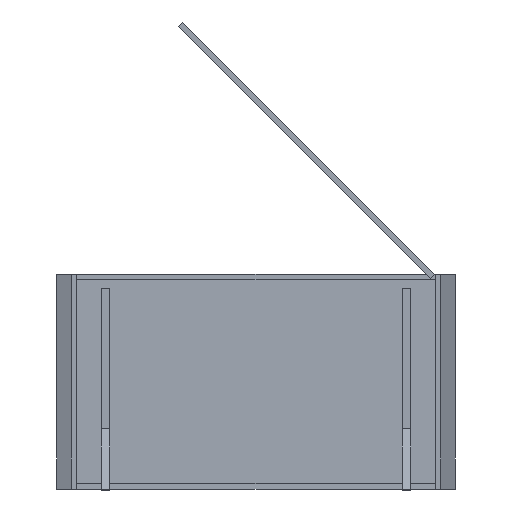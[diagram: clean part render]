
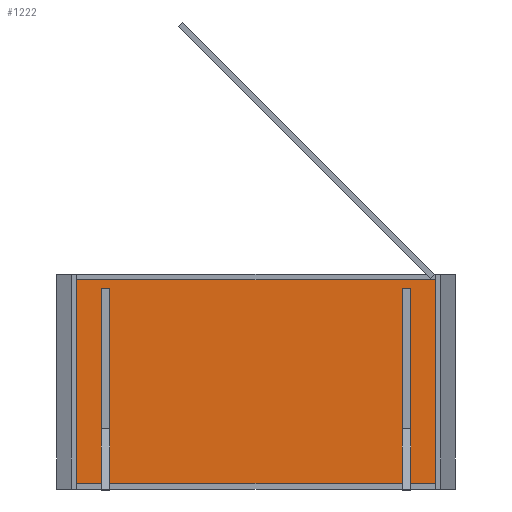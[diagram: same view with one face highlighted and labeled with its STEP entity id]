
A CAD part, front view. The second image highlights one B-rep face of the part: STEP entity #1222.
In plain terms, the highlighted planar face has unit normal (0, -1, 0).
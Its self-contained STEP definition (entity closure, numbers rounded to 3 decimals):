
#80=FACE_OUTER_BOUND('',#150,.T.);
#150=EDGE_LOOP('',(#905,#906,#907,#908));
#255=LINE('',#1790,#413);
#259=LINE('',#1799,#417);
#264=LINE('',#1807,#422);
#265=LINE('',#1809,#423);
#413=VECTOR('',#1461,10.);
#417=VECTOR('',#1467,10.);
#422=VECTOR('',#1474,10.);
#423=VECTOR('',#1477,10.);
#555=VERTEX_POINT('',#1788);
#556=VERTEX_POINT('',#1789);
#559=VERTEX_POINT('',#1797);
#560=VERTEX_POINT('',#1798);
#681=EDGE_CURVE('',#555,#556,#255,.T.);
#685=EDGE_CURVE('',#559,#560,#259,.T.);
#690=EDGE_CURVE('',#560,#556,#264,.T.);
#691=EDGE_CURVE('',#559,#555,#265,.T.);
#905=ORIENTED_EDGE('',*,*,#690,.F.);
#906=ORIENTED_EDGE('',*,*,#685,.F.);
#907=ORIENTED_EDGE('',*,*,#691,.T.);
#908=ORIENTED_EDGE('',*,*,#681,.T.);
#1156=PLANE('',#1313);
#1222=ADVANCED_FACE('',(#80),#1156,.F.);
#1313=AXIS2_PLACEMENT_3D('',#1808,#1475,#1476);
#1461=DIRECTION('',(0.,0.,-1.));
#1467=DIRECTION('',(0.,0.,-1.));
#1474=DIRECTION('',(-1.,0.,0.));
#1475=DIRECTION('center_axis',(0.,1.,0.));
#1476=DIRECTION('ref_axis',(1.,0.,0.));
#1477=DIRECTION('',(-1.,0.,0.));
#1788=CARTESIAN_POINT('',(0.,0.,730.));
#1789=CARTESIAN_POINT('',(0.,0.,20.));
#1790=CARTESIAN_POINT('',(0.,0.,750.));
#1797=CARTESIAN_POINT('',(1250.,0.,730.));
#1798=CARTESIAN_POINT('',(1250.,0.,20.));
#1799=CARTESIAN_POINT('',(1250.,0.,750.));
#1807=CARTESIAN_POINT('',(1250.,0.,20.));
#1808=CARTESIAN_POINT('Origin',(625.,0.,375.));
#1809=CARTESIAN_POINT('',(1250.,0.,730.));
